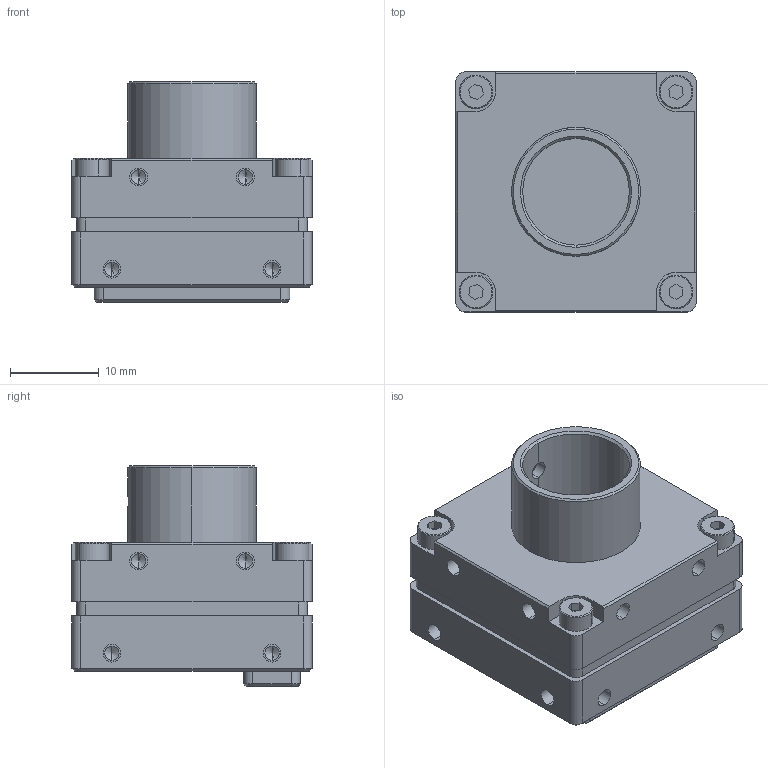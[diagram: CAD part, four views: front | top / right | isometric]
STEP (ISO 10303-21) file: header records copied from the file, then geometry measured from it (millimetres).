
FILE_DESCRIPTION (( 'STEP AP203' ), '1' );
FILE_NAME ('FFY-U3-50-R1.STEP', '2022-05-19T18:32:27', ( '' ), ( '' ), 'SwSTEP 2.0', 'SolidWorks 2020', '' );
FILE_SCHEMA (( 'CONFIG_CONTROL_DESIGN' ));
Length unit declared in the file: millimetre
Products named in the file (1): FFY-U3-50-R1
Bounding box: 27 x 27 x 24.77 mm (x, y, z)
Volume: 11220.5 mm3; surface area: 10450 mm2
Topology: 19 solids, 19 shells, 1163 faces, 3195 edges, 2044 vertices
Faces by surface type: plane 795, cylinder 292, cone 70, bspline 6
Entity records: 36647 total; most frequent: CARTESIAN_POINT 6583, ORIENTED_EDGE 6318, DIRECTION 6080, EDGE_CURVE 3159, VECTOR 2526, LINE 2526, VERTEX_POINT 2044, AXIS2_PLACEMENT_3D 1777
